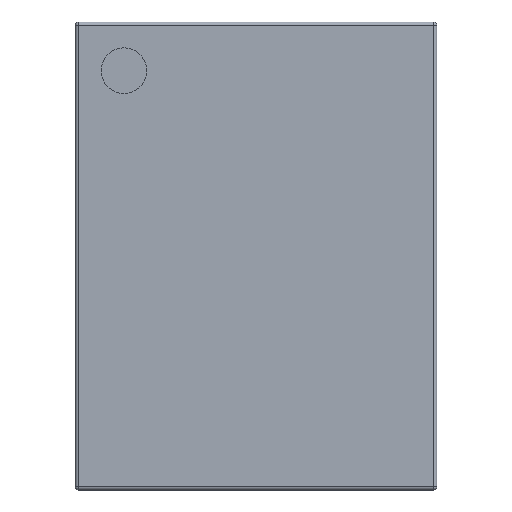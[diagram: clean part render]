
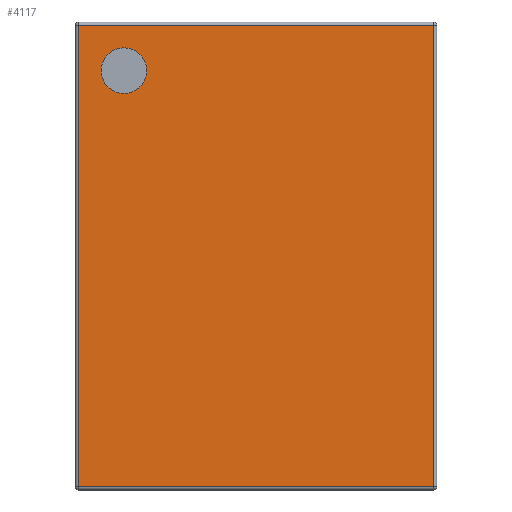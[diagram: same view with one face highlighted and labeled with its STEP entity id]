
A CAD part, top view. The second image highlights one B-rep face of the part: STEP entity #4117.
In plain terms, the highlighted planar face has unit normal (0, 0, 1).
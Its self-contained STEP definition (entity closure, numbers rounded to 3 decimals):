
#25 = EDGE_CURVE ( 'NONE', #997, #2700, #1689, .T. ) ;
#87 = FACE_BOUND ( 'NONE', #2485, .T. ) ;
#360 = CARTESIAN_POINT ( 'NONE',  ( 1.169, 1.519, 0.342 ) ) ;
#472 = DIRECTION ( 'NONE',  ( 1., 0., 0. ) ) ;
#496 = CIRCLE ( 'NONE', #2101, 0.15 ) ;
#628 = EDGE_CURVE ( 'NONE', #3300, #2372, #1508, .T. ) ;
#663 = ORIENTED_EDGE ( 'NONE', *, *, #3521, .T. ) ;
#773 = AXIS2_PLACEMENT_3D ( 'NONE', #4199, #2190, #3514 ) ;
#809 = CARTESIAN_POINT ( 'NONE',  ( -1.019, 1.219, 0.342 ) ) ;
#904 = CARTESIAN_POINT ( 'NONE',  ( 0., 0., 0.342 ) ) ;
#997 = VERTEX_POINT ( 'NONE', #360 ) ;
#1004 = CARTESIAN_POINT ( 'NONE',  ( 1.169, 0., 0.342 ) ) ;
#1117 = CARTESIAN_POINT ( 'NONE',  ( -1.169, 1.519, 0.342 ) ) ;
#1199 = VECTOR ( 'NONE', #1922, 1000. ) ;
#1262 = CARTESIAN_POINT ( 'NONE',  ( -0.869, 1.219, 0.342 ) ) ;
#1331 = VECTOR ( 'NONE', #472, 1000. ) ;
#1370 = CARTESIAN_POINT ( 'NONE',  ( -0.719, 1.219, 0.342 ) ) ;
#1376 = DIRECTION ( 'NONE',  ( 0., -1., 0. ) ) ;
#1508 = CIRCLE ( 'NONE', #773, 0.15 ) ;
#1546 = DIRECTION ( 'NONE',  ( 0., 0., -1. ) ) ;
#1652 = EDGE_CURVE ( 'NONE', #3342, #2742, #2019, .T. ) ;
#1664 = PLANE ( 'NONE',  #3731 ) ;
#1674 = EDGE_CURVE ( 'NONE', #2700, #3342, #4055, .T. ) ;
#1687 = LINE ( 'NONE', #1004, #3621 ) ;
#1689 = LINE ( 'NONE', #3573, #1199 ) ;
#1859 = DIRECTION ( 'NONE',  ( -1., 0., 0. ) ) ;
#1922 = DIRECTION ( 'NONE',  ( -1., 0., 0. ) ) ;
#1985 = FACE_OUTER_BOUND ( 'NONE', #3774, .T. ) ;
#2019 = LINE ( 'NONE', #2415, #1331 ) ;
#2101 = AXIS2_PLACEMENT_3D ( 'NONE', #1262, #2555, #3614 ) ;
#2190 = DIRECTION ( 'NONE',  ( 0., 0., 1. ) ) ;
#2240 = ORIENTED_EDGE ( 'NONE', *, *, #4067, .F. ) ;
#2372 = VERTEX_POINT ( 'NONE', #809 ) ;
#2415 = CARTESIAN_POINT ( 'NONE',  ( 0., -1.519, 0.342 ) ) ;
#2479 = ORIENTED_EDGE ( 'NONE', *, *, #628, .F. ) ;
#2485 = EDGE_LOOP ( 'NONE', ( #2479, #2240 ) ) ;
#2555 = DIRECTION ( 'NONE',  ( 0., 0., 1. ) ) ;
#2700 = VERTEX_POINT ( 'NONE', #1117 ) ;
#2717 = VECTOR ( 'NONE', #1376, 1000. ) ;
#2732 = CARTESIAN_POINT ( 'NONE',  ( -1.169, -1.519, 0.342 ) ) ;
#2742 = VERTEX_POINT ( 'NONE', #3039 ) ;
#3039 = CARTESIAN_POINT ( 'NONE',  ( 1.169, -1.519, 0.342 ) ) ;
#3300 = VERTEX_POINT ( 'NONE', #1370 ) ;
#3342 = VERTEX_POINT ( 'NONE', #2732 ) ;
#3375 = CARTESIAN_POINT ( 'NONE',  ( -1.169, 0., 0.342 ) ) ;
#3403 = DIRECTION ( 'NONE',  ( 0., 1., 0. ) ) ;
#3514 = DIRECTION ( 'NONE',  ( 1., 0., 0. ) ) ;
#3521 = EDGE_CURVE ( 'NONE', #2742, #997, #1687, .T. ) ;
#3573 = CARTESIAN_POINT ( 'NONE',  ( 0., 1.519, 0.342 ) ) ;
#3614 = DIRECTION ( 'NONE',  ( 1., 0., 0. ) ) ;
#3621 = VECTOR ( 'NONE', #3403, 1000. ) ;
#3633 = ORIENTED_EDGE ( 'NONE', *, *, #25, .T. ) ;
#3731 = AXIS2_PLACEMENT_3D ( 'NONE', #904, #1546, #1859 ) ;
#3774 = EDGE_LOOP ( 'NONE', ( #4224, #3883, #663, #3633 ) ) ;
#3883 = ORIENTED_EDGE ( 'NONE', *, *, #1652, .T. ) ;
#4055 = LINE ( 'NONE', #3375, #2717 ) ;
#4067 = EDGE_CURVE ( 'NONE', #2372, #3300, #496, .T. ) ;
#4117 = ADVANCED_FACE ( 'NONE', ( #87, #1985 ), #1664, .F. ) ;
#4199 = CARTESIAN_POINT ( 'NONE',  ( -0.869, 1.219, 0.342 ) ) ;
#4224 = ORIENTED_EDGE ( 'NONE', *, *, #1674, .T. ) ;
